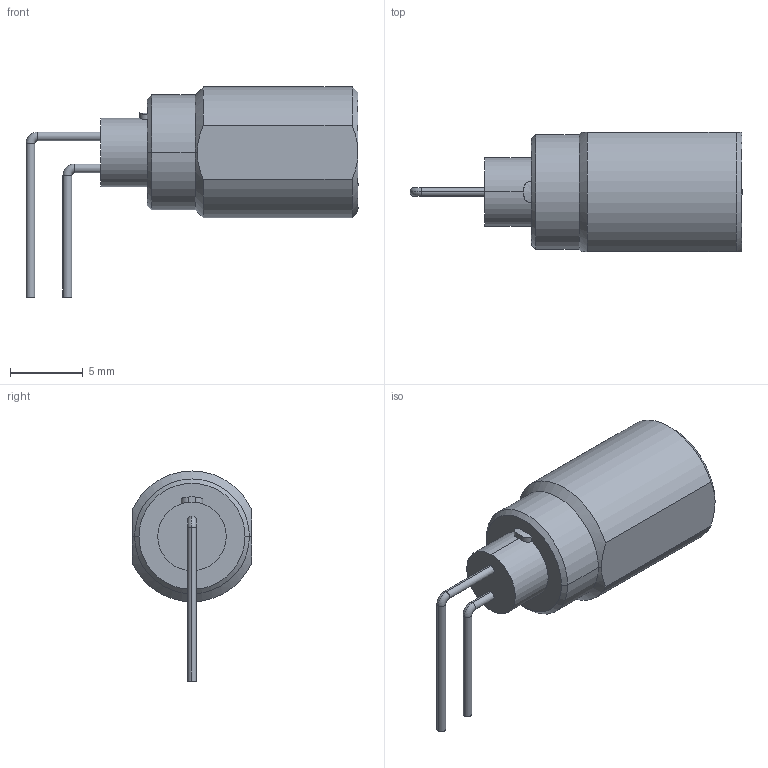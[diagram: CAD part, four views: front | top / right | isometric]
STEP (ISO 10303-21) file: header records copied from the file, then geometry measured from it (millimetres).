
FILE_DESCRIPTION((''),'2;1');
FILE_NAME('LEMO_ECG.0B.304.CLV_Part1.stp','2012-12-20T11:37:05',(''),(''),'Mechanical Desktop 2011','Mechanical Desktop 2011',', , ');
FILE_SCHEMA(('AUTOMOTIVE_DESIGN { 1 2 10303 214 1 1 1 1 }'));
Length unit declared in the file: millimetre
Products named in the file (1): Product
Bounding box: 22.84 x 8.2 x 14.45 mm (x, y, z)
Volume: 558.1 mm3; surface area: 1377.9 mm2
Topology: 8 solids, 8 shells, 63 faces, 124 edges, 78 vertices
Faces by surface type: cylinder 34, plane 19, cone 6, torus 4
Entity records: 1733 total; most frequent: CARTESIAN_POINT 318, DIRECTION 312, ORIENTED_EDGE 248, AXIS2_PLACEMENT_3D 136, EDGE_CURVE 124, VERTEX_POINT 78, CIRCLE 72, EDGE_LOOP 72
